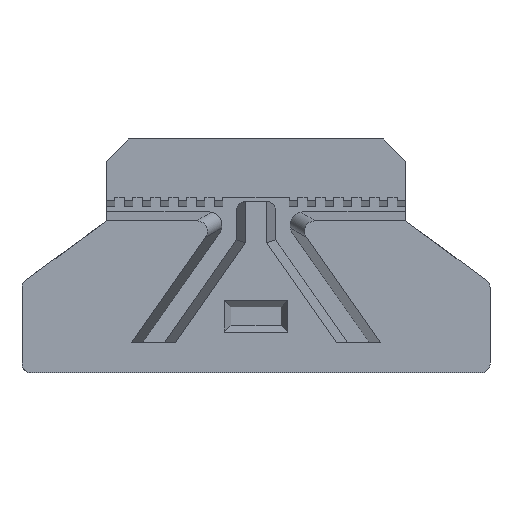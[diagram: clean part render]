
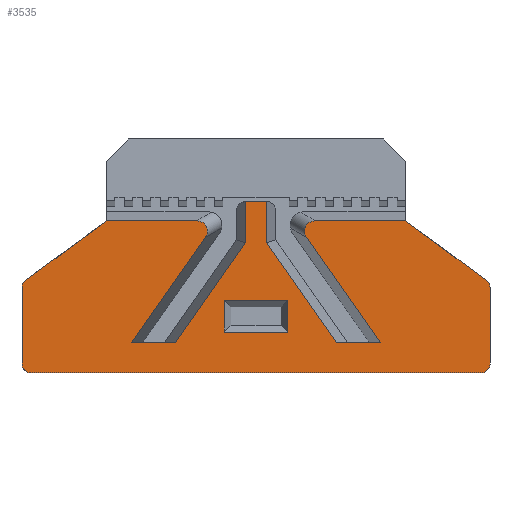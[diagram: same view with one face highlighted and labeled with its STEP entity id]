
A CAD part, front view. The second image highlights one B-rep face of the part: STEP entity #3535.
In plain terms, the highlighted planar face has unit normal (0, -1, 0).
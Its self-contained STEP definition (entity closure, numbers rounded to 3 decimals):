
#29=FACE_BOUND('',#314,.T.);
#38=CIRCLE('',#3734,1.);
#45=CIRCLE('',#3762,1.);
#46=CIRCLE('',#3763,1.);
#47=CIRCLE('',#3764,1.);
#116=FACE_OUTER_BOUND('',#313,.T.);
#313=EDGE_LOOP('',(#2405,#2406,#2407,#2408,#2409,#2410,#2411,#2412,#2413,
#2414,#2415,#2416,#2417,#2418,#2419,#2420,#2421,#2422,#2423,#2424,#2425,
#2426));
#314=EDGE_LOOP('',(#2427,#2428,#2429,#2430));
#532=LINE('',#5046,#994);
#536=LINE('',#5054,#998);
#541=LINE('',#5063,#1003);
#542=LINE('',#5065,#1004);
#552=LINE('',#5090,#1014);
#553=LINE('',#5092,#1015);
#554=LINE('',#5096,#1016);
#555=LINE('',#5099,#1017);
#556=LINE('',#5101,#1018);
#557=LINE('',#5105,#1019);
#558=LINE('',#5107,#1020);
#559=LINE('',#5111,#1021);
#560=LINE('',#5113,#1022);
#561=LINE('',#5115,#1023);
#562=LINE('',#5117,#1024);
#563=LINE('',#5119,#1025);
#564=LINE('',#5121,#1026);
#565=LINE('',#5123,#1027);
#566=LINE('',#5125,#1028);
#567=LINE('',#5126,#1029);
#994=VECTOR('',#4068,10.);
#998=VECTOR('',#4074,10.);
#1003=VECTOR('',#4081,10.);
#1004=VECTOR('',#4084,10.);
#1014=VECTOR('',#4104,10.);
#1015=VECTOR('',#4105,10.);
#1016=VECTOR('',#4108,10.);
#1017=VECTOR('',#4111,10.);
#1018=VECTOR('',#4112,10.);
#1019=VECTOR('',#4115,10.);
#1020=VECTOR('',#4116,10.);
#1021=VECTOR('',#4119,10.);
#1022=VECTOR('',#4120,10.);
#1023=VECTOR('',#4121,10.);
#1024=VECTOR('',#4122,10.);
#1025=VECTOR('',#4123,10.);
#1026=VECTOR('',#4124,10.);
#1027=VECTOR('',#4125,10.);
#1028=VECTOR('',#4126,10.);
#1029=VECTOR('',#4127,10.);
#1424=ELLIPSE('',#3761,1.335,1.2);
#1425=ELLIPSE('',#3765,1.335,1.2);
#1448=VERTEX_POINT('',#4959);
#1449=VERTEX_POINT('',#4961);
#1479=VERTEX_POINT('',#5044);
#1480=VERTEX_POINT('',#5045);
#1483=VERTEX_POINT('',#5053);
#1486=VERTEX_POINT('',#5061);
#1494=VERTEX_POINT('',#5086);
#1495=VERTEX_POINT('',#5087);
#1496=VERTEX_POINT('',#5089);
#1497=VERTEX_POINT('',#5091);
#1498=VERTEX_POINT('',#5093);
#1499=VERTEX_POINT('',#5095);
#1500=VERTEX_POINT('',#5097);
#1501=VERTEX_POINT('',#5100);
#1502=VERTEX_POINT('',#5102);
#1503=VERTEX_POINT('',#5104);
#1504=VERTEX_POINT('',#5106);
#1505=VERTEX_POINT('',#5108);
#1506=VERTEX_POINT('',#5110);
#1507=VERTEX_POINT('',#5112);
#1508=VERTEX_POINT('',#5114);
#1509=VERTEX_POINT('',#5116);
#1510=VERTEX_POINT('',#5118);
#1511=VERTEX_POINT('',#5120);
#1512=VERTEX_POINT('',#5122);
#1513=VERTEX_POINT('',#5124);
#1789=EDGE_CURVE('',#1448,#1449,#38,.T.);
#1830=EDGE_CURVE('',#1479,#1480,#532,.T.);
#1834=EDGE_CURVE('',#1480,#1483,#536,.T.);
#1839=EDGE_CURVE('',#1486,#1479,#541,.T.);
#1840=EDGE_CURVE('',#1483,#1486,#542,.T.);
#1851=EDGE_CURVE('',#1494,#1495,#1424,.T.);
#1852=EDGE_CURVE('',#1496,#1494,#552,.T.);
#1853=EDGE_CURVE('',#1496,#1497,#553,.T.);
#1854=EDGE_CURVE('',#1498,#1497,#45,.T.);
#1855=EDGE_CURVE('',#1499,#1498,#554,.T.);
#1856=EDGE_CURVE('',#1500,#1499,#46,.T.);
#1857=EDGE_CURVE('',#1449,#1500,#555,.T.);
#1858=EDGE_CURVE('',#1448,#1501,#556,.T.);
#1859=EDGE_CURVE('',#1502,#1501,#47,.T.);
#1860=EDGE_CURVE('',#1503,#1502,#557,.T.);
#1861=EDGE_CURVE('',#1504,#1503,#558,.T.);
#1862=EDGE_CURVE('',#1505,#1504,#1425,.T.);
#1863=EDGE_CURVE('',#1506,#1505,#559,.T.);
#1864=EDGE_CURVE('',#1506,#1507,#560,.T.);
#1865=EDGE_CURVE('',#1508,#1507,#561,.T.);
#1866=EDGE_CURVE('',#1509,#1508,#562,.T.);
#1867=EDGE_CURVE('',#1509,#1510,#563,.T.);
#1868=EDGE_CURVE('',#1511,#1510,#564,.T.);
#1869=EDGE_CURVE('',#1512,#1511,#565,.T.);
#1870=EDGE_CURVE('',#1512,#1513,#566,.T.);
#1871=EDGE_CURVE('',#1495,#1513,#567,.T.);
#2405=ORIENTED_EDGE('',*,*,#1851,.F.);
#2406=ORIENTED_EDGE('',*,*,#1852,.F.);
#2407=ORIENTED_EDGE('',*,*,#1853,.T.);
#2408=ORIENTED_EDGE('',*,*,#1854,.F.);
#2409=ORIENTED_EDGE('',*,*,#1855,.F.);
#2410=ORIENTED_EDGE('',*,*,#1856,.F.);
#2411=ORIENTED_EDGE('',*,*,#1857,.F.);
#2412=ORIENTED_EDGE('',*,*,#1789,.F.);
#2413=ORIENTED_EDGE('',*,*,#1858,.T.);
#2414=ORIENTED_EDGE('',*,*,#1859,.F.);
#2415=ORIENTED_EDGE('',*,*,#1860,.F.);
#2416=ORIENTED_EDGE('',*,*,#1861,.F.);
#2417=ORIENTED_EDGE('',*,*,#1862,.F.);
#2418=ORIENTED_EDGE('',*,*,#1863,.F.);
#2419=ORIENTED_EDGE('',*,*,#1864,.T.);
#2420=ORIENTED_EDGE('',*,*,#1865,.F.);
#2421=ORIENTED_EDGE('',*,*,#1866,.F.);
#2422=ORIENTED_EDGE('',*,*,#1867,.T.);
#2423=ORIENTED_EDGE('',*,*,#1868,.F.);
#2424=ORIENTED_EDGE('',*,*,#1869,.F.);
#2425=ORIENTED_EDGE('',*,*,#1870,.T.);
#2426=ORIENTED_EDGE('',*,*,#1871,.F.);
#2427=ORIENTED_EDGE('',*,*,#1830,.F.);
#2428=ORIENTED_EDGE('',*,*,#1839,.F.);
#2429=ORIENTED_EDGE('',*,*,#1840,.F.);
#2430=ORIENTED_EDGE('',*,*,#1834,.F.);
#3368=PLANE('',#3760);
#3535=ADVANCED_FACE('',(#116,#29),#3368,.T.);
#3734=AXIS2_PLACEMENT_3D('',#4962,#3995,#3996);
#3760=AXIS2_PLACEMENT_3D('',#5085,#4100,#4101);
#3761=AXIS2_PLACEMENT_3D('',#5088,#4102,#4103);
#3762=AXIS2_PLACEMENT_3D('',#5094,#4106,#4107);
#3763=AXIS2_PLACEMENT_3D('',#5098,#4109,#4110);
#3764=AXIS2_PLACEMENT_3D('',#5103,#4113,#4114);
#3765=AXIS2_PLACEMENT_3D('',#5109,#4117,#4118);
#3995=DIRECTION('center_axis',(0.,1.,0.));
#3996=DIRECTION('ref_axis',(0.707,0.,-0.707));
#4068=DIRECTION('',(-1.,0.,0.));
#4074=DIRECTION('',(0.,0.,-1.));
#4081=DIRECTION('',(0.,0.,1.));
#4084=DIRECTION('',(1.,0.,0.));
#4100=DIRECTION('center_axis',(0.,-1.,0.));
#4101=DIRECTION('ref_axis',(1.,0.,0.));
#4102=DIRECTION('center_axis',(0.,1.,0.));
#4103=DIRECTION('ref_axis',(0.859,0.,0.512));
#4104=DIRECTION('',(1.,0.,0.));
#4105=DIRECTION('',(-0.806,0.,-0.592));
#4106=DIRECTION('center_axis',(0.,1.,0.));
#4107=DIRECTION('ref_axis',(-0.892,0.,0.452));
#4108=DIRECTION('',(0.,0.,1.));
#4109=DIRECTION('center_axis',(0.,1.,0.));
#4110=DIRECTION('ref_axis',(-0.707,0.,-0.707));
#4111=DIRECTION('',(-1.,0.,0.));
#4112=DIRECTION('',(0.,0.,1.));
#4113=DIRECTION('center_axis',(0.,1.,0.));
#4114=DIRECTION('ref_axis',(0.892,0.,0.452));
#4115=DIRECTION('',(0.806,0.,-0.592));
#4116=DIRECTION('',(1.,0.,0.));
#4117=DIRECTION('center_axis',(0.,1.,0.));
#4118=DIRECTION('ref_axis',(-0.859,0.,0.512));
#4119=DIRECTION('',(-0.574,0.,0.819));
#4120=DIRECTION('',(-1.,0.,0.));
#4121=DIRECTION('',(0.574,0.,-0.819));
#4122=DIRECTION('',(0.,0.,-1.));
#4123=DIRECTION('',(-1.,0.,0.));
#4124=DIRECTION('',(0.,0.,1.));
#4125=DIRECTION('',(0.574,0.,0.819));
#4126=DIRECTION('',(-1.,0.,0.));
#4127=DIRECTION('',(-0.574,0.,-0.819));
#4959=CARTESIAN_POINT('',(45.5,-5.5,1.));
#4961=CARTESIAN_POINT('',(44.5,-5.5,0.));
#4962=CARTESIAN_POINT('Origin',(44.5,-5.5,1.));
#5044=CARTESIAN_POINT('',(23.,-5.5,8.05));
#5045=CARTESIAN_POINT('',(16.,-5.5,8.05));
#5046=CARTESIAN_POINT('',(9.8,-5.5,8.05));
#5053=CARTESIAN_POINT('',(16.,-5.5,4.55));
#5054=CARTESIAN_POINT('',(16.,-5.5,2.625));
#5061=CARTESIAN_POINT('',(23.,-5.5,4.55));
#5063=CARTESIAN_POINT('',(23.,-5.5,3.675));
#5065=CARTESIAN_POINT('',(12.6,-5.5,4.55));
#5085=CARTESIAN_POINT('Origin',(2.9,-5.5,0.));
#5086=CARTESIAN_POINT('',(12.922,-5.5,16.9));
#5087=CARTESIAN_POINT('',(13.863,-5.5,15.047));
#5088=CARTESIAN_POINT('Origin',(12.8,-5.5,15.663));
#5089=CARTESIAN_POINT('',(2.9,-5.5,16.9));
#5090=CARTESIAN_POINT('',(8.55,-5.5,16.9));
#5091=CARTESIAN_POINT('',(-6.092,-5.5,10.3));
#5092=CARTESIAN_POINT('',(2.9,-5.5,16.9));
#5093=CARTESIAN_POINT('',(-6.5,-5.5,9.494));
#5094=CARTESIAN_POINT('Origin',(-5.5,-5.5,9.494));
#5095=CARTESIAN_POINT('',(-6.5,-5.5,1.));
#5096=CARTESIAN_POINT('',(-6.5,-5.5,0.));
#5097=CARTESIAN_POINT('',(-5.5,-5.5,0.));
#5098=CARTESIAN_POINT('Origin',(-5.5,-5.5,1.));
#5099=CARTESIAN_POINT('',(45.5,-5.5,0.));
#5100=CARTESIAN_POINT('',(45.5,-5.5,9.494));
#5101=CARTESIAN_POINT('',(45.5,-5.5,0.));
#5102=CARTESIAN_POINT('',(45.092,-5.5,10.3));
#5103=CARTESIAN_POINT('Origin',(44.5,-5.5,9.494));
#5104=CARTESIAN_POINT('',(36.1,-5.5,16.9));
#5105=CARTESIAN_POINT('',(36.1,-5.5,16.9));
#5106=CARTESIAN_POINT('',(26.078,-5.5,16.9));
#5107=CARTESIAN_POINT('',(19.5,-5.5,16.9));
#5108=CARTESIAN_POINT('',(25.137,-5.5,15.047));
#5109=CARTESIAN_POINT('Origin',(26.2,-5.5,15.663));
#5110=CARTESIAN_POINT('',(33.333,-5.5,3.343));
#5111=CARTESIAN_POINT('',(24.641,-5.5,15.756));
#5112=CARTESIAN_POINT('',(28.449,-5.5,3.343));
#5113=CARTESIAN_POINT('',(17.506,-5.5,3.343));
#5114=CARTESIAN_POINT('',(20.65,-5.5,14.481));
#5115=CARTESIAN_POINT('',(25.233,-5.5,7.936));
#5116=CARTESIAN_POINT('',(20.65,-5.5,19.05));
#5117=CARTESIAN_POINT('',(20.65,-5.5,7.398));
#5118=CARTESIAN_POINT('',(18.35,-5.5,19.05));
#5119=CARTESIAN_POINT('',(12.275,-5.5,19.05));
#5120=CARTESIAN_POINT('',(18.35,-5.5,14.481));
#5121=CARTESIAN_POINT('',(18.35,-5.5,9.525));
#5122=CARTESIAN_POINT('',(10.551,-5.5,3.343));
#5123=CARTESIAN_POINT('',(12.316,-5.5,5.864));
#5124=CARTESIAN_POINT('',(5.667,-5.5,3.343));
#5125=CARTESIAN_POINT('',(6.115,-5.5,3.343));
#5126=CARTESIAN_POINT('',(4.628,-5.5,1.858));
